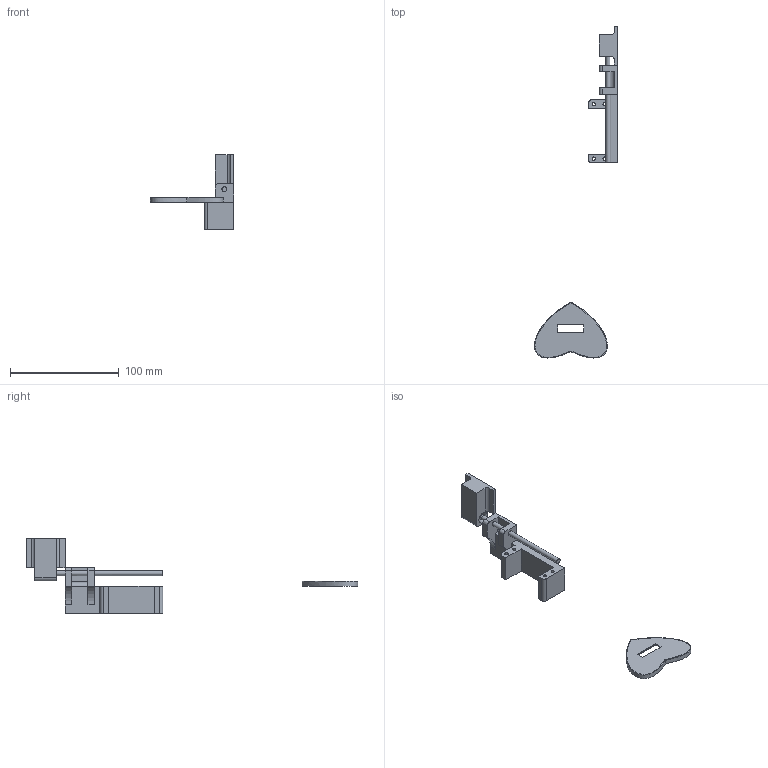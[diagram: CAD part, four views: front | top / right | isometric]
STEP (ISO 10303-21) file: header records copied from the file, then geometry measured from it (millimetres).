
FILE_DESCRIPTION(/* description */ (''),/* implementation_level */ '2;1');
FILE_NAME(/* name */ 'Heart.step',/* time_stamp */ '2022-12-07T11:43:04+01:00',/* author */ (''),/* organization */ (''),/* preprocessor_version */ 'ST-DEVELOPER v19.2',/* originating_system */ 'Autodesk Translation Framework v11.17.0.187',/* authorisation */ '');
FILE_SCHEMA (('AUTOMOTIVE_DESIGN { 1 0 10303 214 3 1 1 }'));
Length unit declared in the file: millimetre
Products named in the file (1): Reverse Geocache
Bounding box: 76.56 x 305.57 x 68.75 mm (x, y, z)
Volume: 51701 mm3; surface area: 23992.3 mm2
Topology: 5 solids, 5 shells, 75 faces, 192 edges, 127 vertices
Faces by surface type: plane 50, cylinder 20, bspline 4, torus 1
Full cylindrical faces by diameter (mm): 3 x4, 4.5 x4, 5 x1
Entity records: 2673 total; most frequent: CARTESIAN_POINT 760, ORIENTED_EDGE 384, DIRECTION 376, EDGE_CURVE 192, LINE 136, VECTOR 136, VERTEX_POINT 127, AXIS2_PLACEMENT_3D 120
